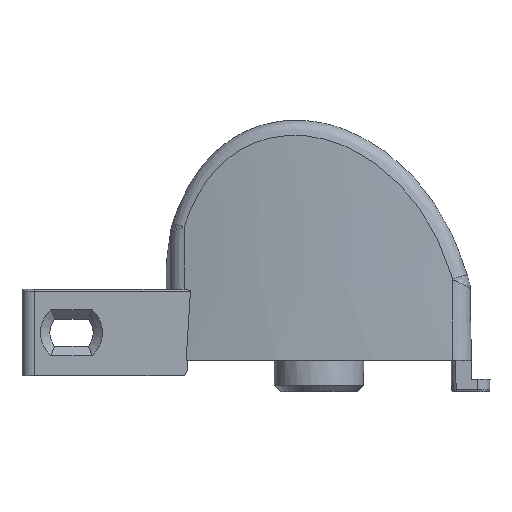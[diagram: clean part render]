
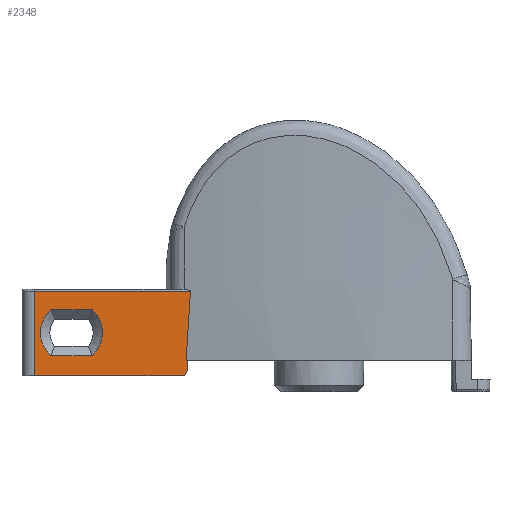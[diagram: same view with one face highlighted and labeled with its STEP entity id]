
A CAD part, top view. The second image highlights one B-rep face of the part: STEP entity #2348.
In plain terms, the highlighted planar face has unit normal (0, 0, 1).
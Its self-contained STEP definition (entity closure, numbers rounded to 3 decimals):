
#95=FACE_BOUND('',#480,.T.);
#99=PLANE('',#2505);
#154=B_SPLINE_CURVE_WITH_KNOTS('',3,(#3315,#3316,#3317,#3318),
 .UNSPECIFIED.,.F.,.F.,(4,4),(0.,0.56),.UNSPECIFIED.);
#339=FACE_OUTER_BOUND('',#479,.T.);
#479=EDGE_LOOP('',(#1566,#1567,#1568,#1569,#1570,#1571,#1572));
#480=EDGE_LOOP('',(#1573,#1574,#1575,#1576));
#621=LINE('',#3311,#733);
#622=LINE('',#3313,#734);
#623=LINE('',#3320,#735);
#624=LINE('',#3322,#736);
#625=LINE('',#3323,#737);
#626=LINE('',#3326,#738);
#627=LINE('',#3330,#739);
#733=VECTOR('',#2712,10.);
#734=VECTOR('',#2713,10.);
#735=VECTOR('',#2714,10.);
#736=VECTOR('',#2715,10.);
#737=VECTOR('',#2716,10.);
#738=VECTOR('',#2717,10.);
#739=VECTOR('',#2720,10.);
#843=CIRCLE('',#2499,0.5);
#848=CIRCLE('',#2506,2.5);
#849=CIRCLE('',#2507,2.5);
#917=VERTEX_POINT('',#3196);
#918=VERTEX_POINT('',#3197);
#926=VERTEX_POINT('',#3310);
#927=VERTEX_POINT('',#3312);
#928=VERTEX_POINT('',#3314);
#929=VERTEX_POINT('',#3319);
#930=VERTEX_POINT('',#3321);
#931=VERTEX_POINT('',#3324);
#932=VERTEX_POINT('',#3325);
#933=VERTEX_POINT('',#3327);
#934=VERTEX_POINT('',#3329);
#1166=EDGE_CURVE('',#917,#918,#843,.T.);
#1178=EDGE_CURVE('',#917,#926,#621,.T.);
#1179=EDGE_CURVE('',#927,#926,#622,.T.);
#1180=EDGE_CURVE('',#928,#927,#154,.F.);
#1181=EDGE_CURVE('',#929,#928,#623,.T.);
#1182=EDGE_CURVE('',#930,#929,#624,.T.);
#1183=EDGE_CURVE('',#930,#918,#625,.T.);
#1184=EDGE_CURVE('',#931,#932,#626,.T.);
#1185=EDGE_CURVE('',#933,#931,#848,.T.);
#1186=EDGE_CURVE('',#934,#933,#627,.T.);
#1187=EDGE_CURVE('',#932,#934,#849,.T.);
#1566=ORIENTED_EDGE('',*,*,#1166,.F.);
#1567=ORIENTED_EDGE('',*,*,#1178,.T.);
#1568=ORIENTED_EDGE('',*,*,#1179,.F.);
#1569=ORIENTED_EDGE('',*,*,#1180,.F.);
#1570=ORIENTED_EDGE('',*,*,#1181,.F.);
#1571=ORIENTED_EDGE('',*,*,#1182,.F.);
#1572=ORIENTED_EDGE('',*,*,#1183,.T.);
#1573=ORIENTED_EDGE('',*,*,#1184,.F.);
#1574=ORIENTED_EDGE('',*,*,#1185,.F.);
#1575=ORIENTED_EDGE('',*,*,#1186,.F.);
#1576=ORIENTED_EDGE('',*,*,#1187,.F.);
#2348=ADVANCED_FACE('',(#339,#95),#99,.T.);
#2499=AXIS2_PLACEMENT_3D('',#3198,#2696,#2697);
#2505=AXIS2_PLACEMENT_3D('',#3309,#2710,#2711);
#2506=AXIS2_PLACEMENT_3D('',#3328,#2718,#2719);
#2507=AXIS2_PLACEMENT_3D('',#3331,#2721,#2722);
#2696=DIRECTION('center_axis',(0.,0.,-1.));
#2697=DIRECTION('ref_axis',(0.707,-0.707,0.));
#2710=DIRECTION('center_axis',(0.,0.,1.));
#2711=DIRECTION('ref_axis',(1.,0.,0.));
#2712=DIRECTION('',(0.,1.,0.));
#2713=DIRECTION('',(1.,0.,0.));
#2714=DIRECTION('',(1.,0.,0.));
#2715=DIRECTION('',(0.,1.,0.));
#2716=DIRECTION('',(1.,0.,0.));
#2717=DIRECTION('',(1.,0.,0.));
#2718=DIRECTION('center_axis',(0.,0.,1.));
#2719=DIRECTION('ref_axis',(-1.,0.,0.));
#2720=DIRECTION('',(-1.,0.,0.));
#2721=DIRECTION('center_axis',(0.,0.,1.));
#2722=DIRECTION('ref_axis',(1.,0.,0.));
#3196=CARTESIAN_POINT('',(-10.631,1.75,7.95));
#3197=CARTESIAN_POINT('',(-11.131,1.25,7.95));
#3198=CARTESIAN_POINT('Origin',(-11.131,1.75,7.95));
#3309=CARTESIAN_POINT('Origin',(-15.5,4.25,7.95));
#3310=CARTESIAN_POINT('',(-10.631,2.5,7.95));
#3311=CARTESIAN_POINT('',(-10.631,3.75,7.95));
#3312=CARTESIAN_POINT('',(-10.735,2.5,7.95));
#3313=CARTESIAN_POINT('',(-7.915,2.5,7.95));
#3314=CARTESIAN_POINT('',(-10.383,8.1,7.95));
#3315=CARTESIAN_POINT('Ctrl Pts',(-10.735,2.5,7.95));
#3316=CARTESIAN_POINT('Ctrl Pts',(-10.619,4.365,7.95));
#3317=CARTESIAN_POINT('Ctrl Pts',(-10.501,6.233,7.95));
#3318=CARTESIAN_POINT('Ctrl Pts',(-10.383,8.1,7.95));
#3319=CARTESIAN_POINT('',(-23.,8.1,7.95));
#3320=CARTESIAN_POINT('',(-19.75,8.1,7.95));
#3321=CARTESIAN_POINT('',(-23.,1.25,7.95));
#3322=CARTESIAN_POINT('',(-23.,2.75,7.95));
#3323=CARTESIAN_POINT('',(-24.,1.25,7.95));
#3324=CARTESIAN_POINT('',(-21.682,2.9,7.95));
#3325=CARTESIAN_POINT('',(-18.318,2.9,7.95));
#3326=CARTESIAN_POINT('',(-17.069,2.9,7.95));
#3327=CARTESIAN_POINT('',(-21.682,6.6,7.95));
#3328=CARTESIAN_POINT('Origin',(-20.,4.75,7.95));
#3329=CARTESIAN_POINT('',(-18.318,6.6,7.95));
#3330=CARTESIAN_POINT('',(-18.431,6.6,7.95));
#3331=CARTESIAN_POINT('Origin',(-20.,4.75,7.95));
